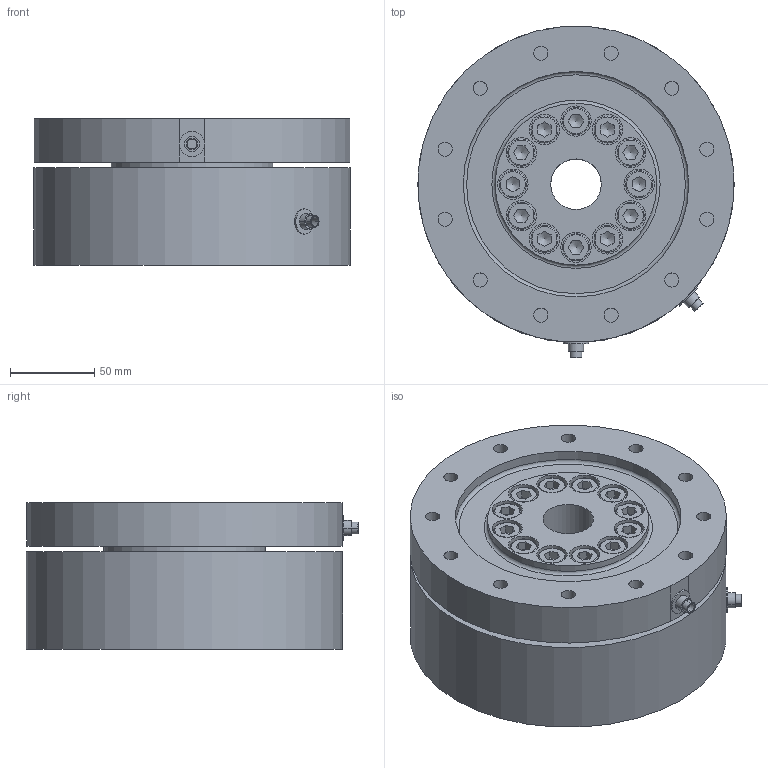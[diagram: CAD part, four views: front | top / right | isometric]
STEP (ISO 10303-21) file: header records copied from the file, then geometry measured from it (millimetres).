
FILE_DESCRIPTION( ( 'Unknown' ), '1' );
FILE_NAME( 'K1882-0-15_0-150kN.stp', 'Unknown', ( 'Unknown' ), ( 'Unknown' ), 'PSStep 17.0.49', 'Unknown', ' ' );
FILE_SCHEMA( ( 'AUTOMOTIVE_DESIGN { 1 0 10303 214 1 1 1 1 }' ) );
Length unit declared in the file: millimetre
Products named in the file (5): Assem1; 1997-002 TEST_DOC-00089933; flanschstecker 7-pol_doc-00011937; BOSS-DIN912_BN 1057 M10x25; 1997-003_DOC-00065797
Assembly tree (16 placements, depth 2):
  Assem1
    1997-002 TEST_DOC-00089933
    flanschstecker 7-pol_doc-00011937  x2
    BOSS-DIN912_BN 1057 M10x25  x12
    1997-003_DOC-00065797
Bounding box: 188 x 197.2 x 87 mm (x, y, z)
Volume: 2183472.5 mm3; surface area: 219446.3 mm2
Topology: 16 solids, 16 shells, 379 faces, 786 edges, 512 vertices
Faces by surface type: plane 178, cylinder 127, torus 38, cone 36
Full cylindrical faces by diameter (mm): 8.16 x12, 8.376 x24, 10 x24, 11 x12, 16 x12, 18 x12, 30 x2, 96 x2, 134 x1, 188 x1
Entity records: 4372 total; most frequent: DIRECTION 618, CARTESIAN_POINT 545, ORIENTED_EDGE 366, AXIS2_PLACEMENT_3D 295, EDGE_LOOP 282, FACE_OUTER_BOUND 192, EDGE_CURVE 183, VERTEX_POINT 164
